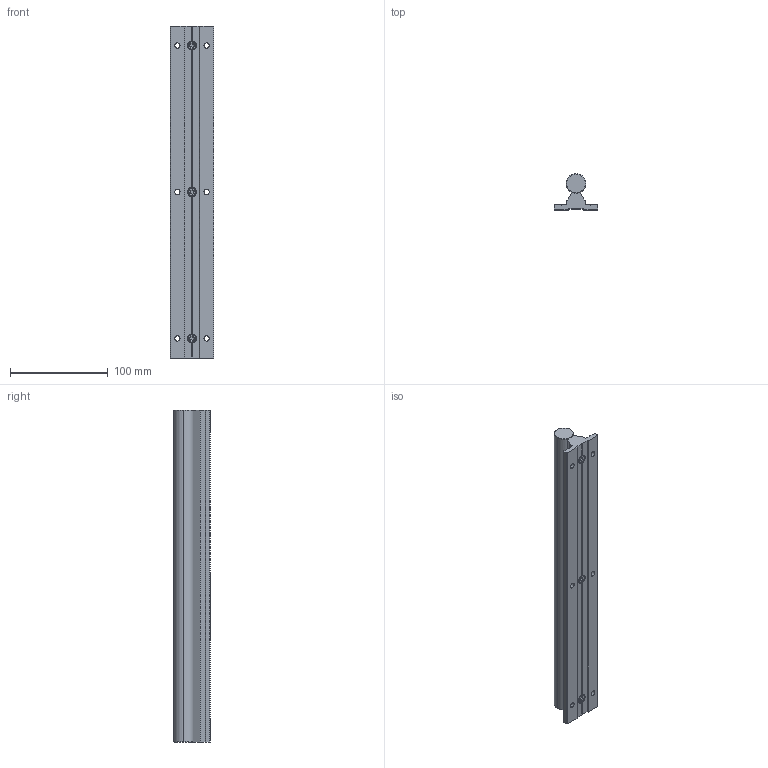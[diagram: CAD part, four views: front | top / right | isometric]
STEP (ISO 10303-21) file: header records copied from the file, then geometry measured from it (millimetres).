
FILE_DESCRIPTION (( 'STEP AP214' ), '1' );
FILE_NAME ('SBR20 340L.STEP', '2018-01-02T13:58:36', ( '砐錪賧瘔蠈錪 Windows' ), ( '' ), 'SwSTEP 2.0', 'SolidWorks 2016', '' );
FILE_SCHEMA (( 'AUTOMOTIVE_DESIGN' ));
Length unit declared in the file: millimetre
Products named in the file (1): SBR20 340L
Bounding box: 45 x 37 x 340 mm (x, y, z)
Volume: 240275.1 mm3; surface area: 67016.9 mm2
Topology: 5 solids, 5 shells, 184 faces, 446 edges, 272 vertices
Faces by surface type: plane 88, cylinder 80, cone 10, torus 6
Entity records: 6191 total; most frequent: CARTESIAN_POINT 1314, ORIENTED_EDGE 892, DIRECTION 830, EDGE_CURVE 446, AXIS2_PLACEMENT_3D 283, VERTEX_POINT 272, LINE 264, VECTOR 264
